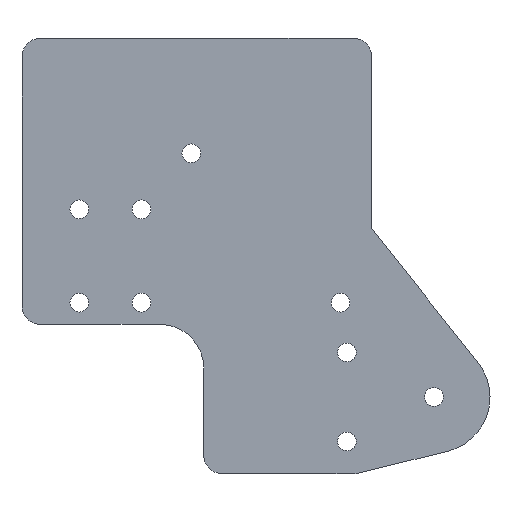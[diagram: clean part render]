
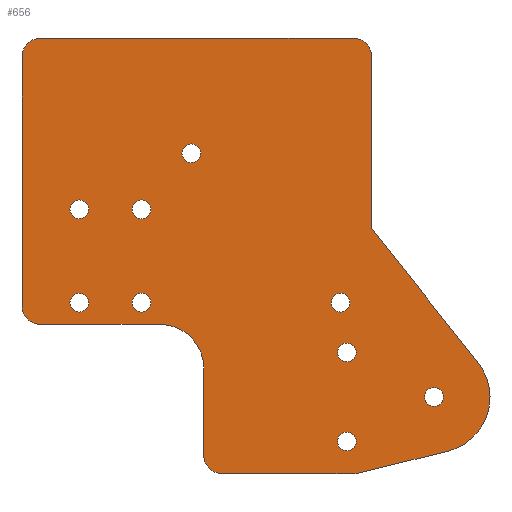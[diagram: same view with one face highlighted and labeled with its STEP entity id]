
A CAD part, front view. The second image highlights one B-rep face of the part: STEP entity #656.
In plain terms, the highlighted planar face has unit normal (0, -1, 0).
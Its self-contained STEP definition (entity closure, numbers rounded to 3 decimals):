
#24=FACE_BOUND('',#138,.T.);
#25=FACE_BOUND('',#139,.T.);
#26=FACE_BOUND('',#140,.T.);
#27=FACE_BOUND('',#141,.T.);
#28=FACE_BOUND('',#142,.T.);
#29=FACE_BOUND('',#143,.T.);
#30=FACE_BOUND('',#144,.T.);
#31=FACE_BOUND('',#145,.T.);
#32=FACE_BOUND('',#146,.T.);
#42=PLANE('',#746);
#93=FACE_OUTER_BOUND('',#137,.T.);
#137=EDGE_LOOP('',(#589,#590,#591,#592,#593,#594,#595,#596,#597,#598,#599,
#600,#601,#602,#603));
#138=EDGE_LOOP('',(#604));
#139=EDGE_LOOP('',(#605));
#140=EDGE_LOOP('',(#606));
#141=EDGE_LOOP('',(#607));
#142=EDGE_LOOP('',(#608));
#143=EDGE_LOOP('',(#609));
#144=EDGE_LOOP('',(#610));
#145=EDGE_LOOP('',(#611));
#146=EDGE_LOOP('',(#612));
#157=LINE('',#1011,#206);
#161=LINE('',#1020,#210);
#167=LINE('',#1035,#216);
#168=LINE('',#1038,#217);
#173=LINE('',#1052,#222);
#185=LINE('',#1095,#234);
#194=LINE('',#1129,#243);
#195=LINE('',#1131,#244);
#206=VECTOR('',#803,10.);
#210=VECTOR('',#813,10.);
#216=VECTOR('',#829,10.);
#217=VECTOR('',#832,10.);
#222=VECTOR('',#847,10.);
#234=VECTOR('',#901,10.);
#243=VECTOR('',#944,10.);
#244=VECTOR('',#947,10.);
#247=CIRCLE('',#675,1.5);
#263=CIRCLE('',#694,9.);
#264=CIRCLE('',#697,3.);
#265=CIRCLE('',#699,3.);
#266=CIRCLE('',#703,3.);
#267=CIRCLE('',#705,3.);
#268=CIRCLE('',#708,3.);
#270=CIRCLE('',#712,1.5);
#272=CIRCLE('',#716,1.5);
#274=CIRCLE('',#720,1.5);
#276=CIRCLE('',#724,1.5);
#277=CIRCLE('',#726,7.);
#279=CIRCLE('',#731,1.5);
#281=CIRCLE('',#735,1.5);
#283=CIRCLE('',#739,1.5);
#285=CIRCLE('',#743,1.5);
#288=VERTEX_POINT('',#958);
#312=VERTEX_POINT('',#1009);
#313=VERTEX_POINT('',#1010);
#314=VERTEX_POINT('',#1015);
#315=VERTEX_POINT('',#1019);
#316=VERTEX_POINT('',#1023);
#317=VERTEX_POINT('',#1027);
#318=VERTEX_POINT('',#1029);
#319=VERTEX_POINT('',#1033);
#320=VERTEX_POINT('',#1037);
#321=VERTEX_POINT('',#1041);
#322=VERTEX_POINT('',#1045);
#323=VERTEX_POINT('',#1046);
#324=VERTEX_POINT('',#1051);
#326=VERTEX_POINT('',#1061);
#328=VERTEX_POINT('',#1069);
#330=VERTEX_POINT('',#1077);
#332=VERTEX_POINT('',#1085);
#333=VERTEX_POINT('',#1089);
#334=VERTEX_POINT('',#1090);
#336=VERTEX_POINT('',#1101);
#338=VERTEX_POINT('',#1109);
#340=VERTEX_POINT('',#1117);
#342=VERTEX_POINT('',#1125);
#346=EDGE_CURVE('',#288,#288,#247,.T.);
#371=EDGE_CURVE('',#312,#313,#157,.T.);
#374=EDGE_CURVE('',#313,#314,#263,.T.);
#376=EDGE_CURVE('',#314,#315,#161,.T.);
#378=EDGE_CURVE('',#315,#316,#264,.T.);
#381=EDGE_CURVE('',#317,#318,#265,.T.);
#384=EDGE_CURVE('',#317,#319,#167,.T.);
#385=EDGE_CURVE('',#316,#320,#168,.T.);
#387=EDGE_CURVE('',#320,#321,#266,.T.);
#389=EDGE_CURVE('',#322,#323,#267,.T.);
#392=EDGE_CURVE('',#323,#324,#173,.T.);
#394=EDGE_CURVE('',#324,#319,#268,.T.);
#398=EDGE_CURVE('',#326,#326,#270,.T.);
#402=EDGE_CURVE('',#328,#328,#272,.T.);
#406=EDGE_CURVE('',#330,#330,#274,.T.);
#410=EDGE_CURVE('',#332,#332,#276,.T.);
#411=EDGE_CURVE('',#333,#334,#277,.T.);
#414=EDGE_CURVE('',#334,#322,#185,.T.);
#418=EDGE_CURVE('',#336,#336,#279,.T.);
#422=EDGE_CURVE('',#338,#338,#281,.T.);
#426=EDGE_CURVE('',#340,#340,#283,.T.);
#430=EDGE_CURVE('',#342,#342,#285,.T.);
#431=EDGE_CURVE('',#321,#333,#194,.T.);
#432=EDGE_CURVE('',#318,#312,#195,.T.);
#589=ORIENTED_EDGE('',*,*,#381,.F.);
#590=ORIENTED_EDGE('',*,*,#384,.T.);
#591=ORIENTED_EDGE('',*,*,#394,.F.);
#592=ORIENTED_EDGE('',*,*,#392,.F.);
#593=ORIENTED_EDGE('',*,*,#389,.F.);
#594=ORIENTED_EDGE('',*,*,#414,.F.);
#595=ORIENTED_EDGE('',*,*,#411,.F.);
#596=ORIENTED_EDGE('',*,*,#431,.F.);
#597=ORIENTED_EDGE('',*,*,#387,.F.);
#598=ORIENTED_EDGE('',*,*,#385,.F.);
#599=ORIENTED_EDGE('',*,*,#378,.F.);
#600=ORIENTED_EDGE('',*,*,#376,.F.);
#601=ORIENTED_EDGE('',*,*,#374,.F.);
#602=ORIENTED_EDGE('',*,*,#371,.F.);
#603=ORIENTED_EDGE('',*,*,#432,.F.);
#604=ORIENTED_EDGE('',*,*,#346,.F.);
#605=ORIENTED_EDGE('',*,*,#410,.T.);
#606=ORIENTED_EDGE('',*,*,#402,.T.);
#607=ORIENTED_EDGE('',*,*,#406,.T.);
#608=ORIENTED_EDGE('',*,*,#398,.T.);
#609=ORIENTED_EDGE('',*,*,#422,.F.);
#610=ORIENTED_EDGE('',*,*,#418,.F.);
#611=ORIENTED_EDGE('',*,*,#426,.F.);
#612=ORIENTED_EDGE('',*,*,#430,.F.);
#656=ADVANCED_FACE('',(#93,#24,#25,#26,#27,#28,#29,#30,#31,#32),#42,.F.);
#675=AXIS2_PLACEMENT_3D('',#959,#758,#759);
#694=AXIS2_PLACEMENT_3D('',#1016,#808,#809);
#697=AXIS2_PLACEMENT_3D('',#1024,#817,#818);
#699=AXIS2_PLACEMENT_3D('',#1030,#823,#824);
#703=AXIS2_PLACEMENT_3D('',#1042,#836,#837);
#705=AXIS2_PLACEMENT_3D('',#1047,#841,#842);
#708=AXIS2_PLACEMENT_3D('',#1055,#851,#852);
#712=AXIS2_PLACEMENT_3D('',#1063,#861,#862);
#716=AXIS2_PLACEMENT_3D('',#1071,#871,#872);
#720=AXIS2_PLACEMENT_3D('',#1079,#881,#882);
#724=AXIS2_PLACEMENT_3D('',#1087,#891,#892);
#726=AXIS2_PLACEMENT_3D('',#1091,#895,#896);
#731=AXIS2_PLACEMENT_3D('',#1103,#910,#911);
#735=AXIS2_PLACEMENT_3D('',#1111,#920,#921);
#739=AXIS2_PLACEMENT_3D('',#1119,#930,#931);
#743=AXIS2_PLACEMENT_3D('',#1127,#940,#941);
#746=AXIS2_PLACEMENT_3D('',#1132,#948,#949);
#758=DIRECTION('center_axis',(0.,-1.,0.));
#759=DIRECTION('ref_axis',(-1.,0.,0.));
#803=DIRECTION('',(0.623,0.,-0.782));
#808=DIRECTION('center_axis',(0.,1.,0.));
#809=DIRECTION('ref_axis',(-1.,0.,0.));
#813=DIRECTION('',(-0.971,0.,-0.237));
#817=DIRECTION('center_axis',(0.,1.,0.));
#818=DIRECTION('ref_axis',(0.707,0.,-0.707));
#823=DIRECTION('center_axis',(0.,1.,0.));
#824=DIRECTION('ref_axis',(0.707,0.,0.707));
#829=DIRECTION('',(-1.,0.,0.));
#832=DIRECTION('',(-1.,0.,0.));
#836=DIRECTION('center_axis',(0.,1.,0.));
#837=DIRECTION('ref_axis',(-0.707,0.,-0.707));
#841=DIRECTION('center_axis',(0.,1.,0.));
#842=DIRECTION('ref_axis',(-0.707,0.,-0.707));
#847=DIRECTION('',(0.,0.,1.));
#851=DIRECTION('center_axis',(0.,1.,0.));
#852=DIRECTION('ref_axis',(-0.707,0.,0.707));
#861=DIRECTION('center_axis',(0.,1.,0.));
#862=DIRECTION('ref_axis',(-1.,0.,0.));
#871=DIRECTION('center_axis',(0.,1.,0.));
#872=DIRECTION('ref_axis',(-1.,0.,0.));
#881=DIRECTION('center_axis',(0.,1.,0.));
#882=DIRECTION('ref_axis',(-1.,0.,0.));
#891=DIRECTION('center_axis',(0.,1.,0.));
#892=DIRECTION('ref_axis',(-1.,0.,0.));
#895=DIRECTION('center_axis',(0.,-1.,0.));
#896=DIRECTION('ref_axis',(0.707,0.,0.707));
#901=DIRECTION('',(-1.,0.,0.));
#910=DIRECTION('center_axis',(0.,-1.,0.));
#911=DIRECTION('ref_axis',(-1.,0.,0.));
#920=DIRECTION('center_axis',(0.,-1.,0.));
#921=DIRECTION('ref_axis',(-1.,0.,0.));
#930=DIRECTION('center_axis',(0.,-1.,0.));
#931=DIRECTION('ref_axis',(-1.,0.,0.));
#940=DIRECTION('center_axis',(0.,-1.,0.));
#941=DIRECTION('ref_axis',(-1.,0.,0.));
#944=DIRECTION('',(0.,0.,1.));
#947=DIRECTION('',(0.,0.,-1.));
#948=DIRECTION('center_axis',(0.,1.,0.));
#949=DIRECTION('ref_axis',(-1.,0.,0.));
#958=CARTESIAN_POINT('',(53.5,14.874,-22.65));
#959=CARTESIAN_POINT('Origin',(52.,14.874,-22.65));
#1009=CARTESIAN_POINT('',(42.,14.874,4.35));
#1010=CARTESIAN_POINT('',(59.04,14.874,-17.043));
#1011=CARTESIAN_POINT('',(56.925,14.874,-14.388));
#1015=CARTESIAN_POINT('',(54.135,14.874,-31.393));
#1016=CARTESIAN_POINT('Origin',(52.,14.874,-22.65));
#1019=CARTESIAN_POINT('',(39.712,14.874,-34.914));
#1020=CARTESIAN_POINT('',(46.996,14.874,-33.136));
#1023=CARTESIAN_POINT('',(39.,14.874,-35.));
#1024=CARTESIAN_POINT('Origin',(39.,14.874,-32.));
#1027=CARTESIAN_POINT('',(39.,14.874,35.));
#1029=CARTESIAN_POINT('',(42.,14.874,32.));
#1030=CARTESIAN_POINT('Origin',(39.,14.874,32.));
#1033=CARTESIAN_POINT('',(-11.2,14.874,35.));
#1035=CARTESIAN_POINT('',(-13.,14.874,35.));
#1037=CARTESIAN_POINT('',(18.,14.874,-35.));
#1038=CARTESIAN_POINT('',(42.,14.874,-35.));
#1041=CARTESIAN_POINT('',(15.,14.874,-32.));
#1042=CARTESIAN_POINT('Origin',(18.,14.874,-32.));
#1045=CARTESIAN_POINT('',(-11.2,14.874,-11.));
#1046=CARTESIAN_POINT('',(-14.2,14.874,-8.));
#1047=CARTESIAN_POINT('Origin',(-11.2,14.874,-8.));
#1051=CARTESIAN_POINT('',(-14.2,14.874,32.));
#1052=CARTESIAN_POINT('',(-14.2,14.874,-35.));
#1055=CARTESIAN_POINT('Origin',(-11.2,14.874,32.));
#1061=CARTESIAN_POINT('',(39.5,14.874,-29.8));
#1063=CARTESIAN_POINT('Origin',(38.,14.874,-29.8));
#1069=CARTESIAN_POINT('',(39.5,14.874,-15.5));
#1071=CARTESIAN_POINT('Origin',(38.,14.874,-15.5));
#1077=CARTESIAN_POINT('',(14.5,14.874,16.5));
#1079=CARTESIAN_POINT('Origin',(13.,14.874,16.5));
#1085=CARTESIAN_POINT('',(38.5,14.874,-7.5));
#1087=CARTESIAN_POINT('Origin',(37.,14.874,-7.5));
#1089=CARTESIAN_POINT('',(15.,14.874,-18.));
#1090=CARTESIAN_POINT('',(8.,14.874,-11.));
#1091=CARTESIAN_POINT('Origin',(8.,14.874,-18.));
#1095=CARTESIAN_POINT('',(15.,14.874,-11.));
#1101=CARTESIAN_POINT('',(-3.5,14.874,-7.5));
#1103=CARTESIAN_POINT('Origin',(-5.,14.874,-7.5));
#1109=CARTESIAN_POINT('',(6.5,14.874,-7.5));
#1111=CARTESIAN_POINT('Origin',(5.,14.874,-7.5));
#1117=CARTESIAN_POINT('',(6.5,14.874,7.5));
#1119=CARTESIAN_POINT('Origin',(5.,14.874,7.5));
#1125=CARTESIAN_POINT('',(-3.5,14.874,7.5));
#1127=CARTESIAN_POINT('Origin',(-5.,14.874,7.5));
#1129=CARTESIAN_POINT('',(15.,14.874,-35.));
#1131=CARTESIAN_POINT('',(42.,14.874,35.));
#1132=CARTESIAN_POINT('Origin',(14.5,14.874,0.));
